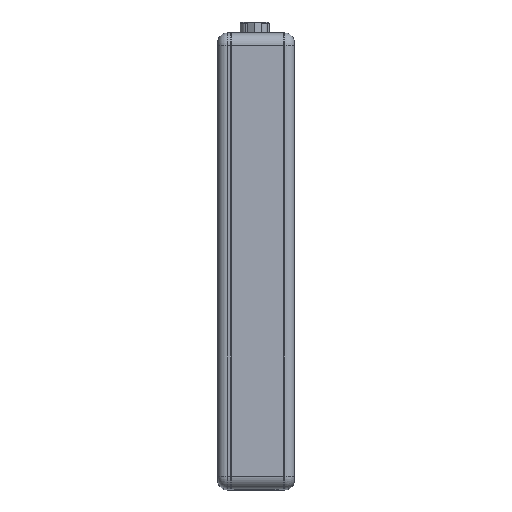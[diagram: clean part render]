
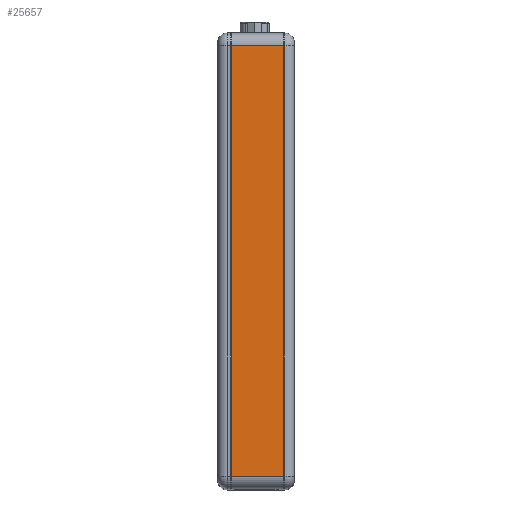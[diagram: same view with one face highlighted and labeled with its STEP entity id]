
A CAD part, front view. The second image highlights one B-rep face of the part: STEP entity #25657.
In plain terms, the highlighted face is planar.
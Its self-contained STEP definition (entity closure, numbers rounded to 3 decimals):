
#801 = ORIENTED_EDGE ( 'NONE', *, *, #25030, .F. ) ;
#802 = ORIENTED_EDGE ( 'NONE', *, *, #25031, .T. ) ;
#803 = ORIENTED_EDGE ( 'NONE', *, *, #25027, .T. ) ;
#804 = ORIENTED_EDGE ( 'NONE', *, *, #25032, .T. ) ;
#12682 = EDGE_LOOP ( 'NONE', ( #801, #802, #803, #804 ) ) ;
#19392 = VERTEX_POINT ( 'NONE', #61946 ) ;
#19393 = VERTEX_POINT ( 'NONE', #61948 ) ;
#19394 = VERTEX_POINT ( 'NONE', #61950 ) ;
#19396 = VERTEX_POINT ( 'NONE', #61952 ) ;
#25027 = EDGE_CURVE ( 'NONE', #19392, #19393, #47937, .T. ) ;
#25030 = EDGE_CURVE ( 'NONE', #19394, #19396, #47940, .T. ) ;
#25031 = EDGE_CURVE ( 'NONE', #19394, #19392, #47943, .T. ) ;
#25032 = EDGE_CURVE ( 'NONE', #19393, #19396, #47945, .T. ) ;
#25657 = ADVANCED_FACE ( 'NONE', ( #63392 ), #62788, .F. ) ;
#47937 = LINE ( 'NONE', #48771, #47938 ) ;
#47938 = VECTOR ( 'NONE', #48772, 1000. ) ;
#47940 = LINE ( 'NONE', #48779, #47942 ) ;
#47942 = VECTOR ( 'NONE', #48780, 1000. ) ;
#47943 = LINE ( 'NONE', #48781, #47944 ) ;
#47944 = VECTOR ( 'NONE', #48782, 1000. ) ;
#47945 = LINE ( 'NONE', #48783, #47946 ) ;
#47946 = VECTOR ( 'NONE', #48784, 1000. ) ;
#48771 = CARTESIAN_POINT ( 'NONE',  ( 17.8, 0., -4. ) ) ;
#48772 = DIRECTION ( 'NONE',  ( -1., 0., 0. ) ) ;
#48779 = CARTESIAN_POINT ( 'NONE',  ( 17.8, 0., -141. ) ) ;
#48780 = DIRECTION ( 'NONE',  ( -1., 0., 0. ) ) ;
#48781 = CARTESIAN_POINT ( 'NONE',  ( 17.7, 0., -4. ) ) ;
#48782 = DIRECTION ( 'NONE',  ( 0., 0., 1. ) ) ;
#48783 = CARTESIAN_POINT ( 'NONE',  ( 1.1, 0., -141. ) ) ;
#48784 = DIRECTION ( 'NONE',  ( 0., 0., -1. ) ) ;
#58333 = AXIS2_PLACEMENT_3D ( 'NONE', #62789, #62790, #62791 ) ;
#61946 = CARTESIAN_POINT ( 'NONE',  ( 17.7, 0., -4. ) ) ;
#61948 = CARTESIAN_POINT ( 'NONE',  ( 1.1, 0., -4. ) ) ;
#61950 = CARTESIAN_POINT ( 'NONE',  ( 17.7, 0., -141. ) ) ;
#61952 = CARTESIAN_POINT ( 'NONE',  ( 1.1, 0., -141. ) ) ;
#62788 = PLANE ( 'NONE',  #58333 ) ;
#62789 = CARTESIAN_POINT ( 'NONE',  ( 17.8, 0., -4. ) ) ;
#62790 = DIRECTION ( 'NONE',  ( 0., 1., 0. ) ) ;
#62791 = DIRECTION ( 'NONE',  ( 0., 0., 1. ) ) ;
#63392 = FACE_OUTER_BOUND ( 'NONE', #12682, .T. ) ;
